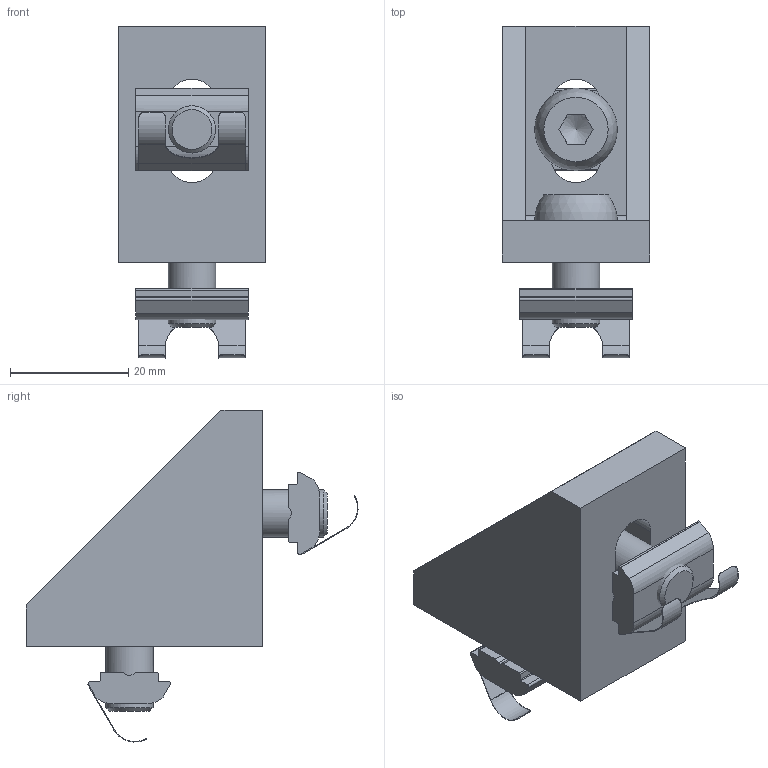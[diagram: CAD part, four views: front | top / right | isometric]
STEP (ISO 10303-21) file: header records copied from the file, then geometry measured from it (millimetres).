
FILE_DESCRIPTION(('STEP AP203'),'1');
FILE_NAME('FIXE10B1231.stp','2023-12-11T10:18:53',(' '),(' '),'Spatial InterOp 3D',' ',' ');
FILE_SCHEMA(('CONFIG_CONTROL_DESIGN'));
Length unit declared in the file: millimetre
Products named in the file (5): Kit de fixation; Vis BHC - M8x18; Ecrou coulisseau languette 10 M8; Kit équerre 40x40x25 Al sablé -P1040; Equerre 40x40x25 Al sablé
Assembly tree (5 placements, depth 3):
  Kit équerre 40x40x25 Al sablé -P1040
    Kit de fixation  x2
      Vis BHC - M8x18
      Ecrou coulisseau languette 10 M8
    Equerre 40x40x25 Al sablé
Bounding box: 25 x 56.19 x 56.19 mm (x, y, z)
Volume: 19992.1 mm3; surface area: 11190.2 mm2
Topology: 5 solids, 5 shells, 143 faces, 385 edges, 250 vertices
Faces by surface type: plane 86, cylinder 51, cone 4, sphere 2
Full cylindrical faces by diameter (mm): 6.8 x2, 8 x4
Entity records: 3607 total; most frequent: CARTESIAN_POINT 636, ORIENTED_EDGE 422, DIRECTION 419, EDGE_CURVE 211, AXIS2_PLACEMENT_3D 142, VERTEX_POINT 141, LINE 135, VECTOR 135
